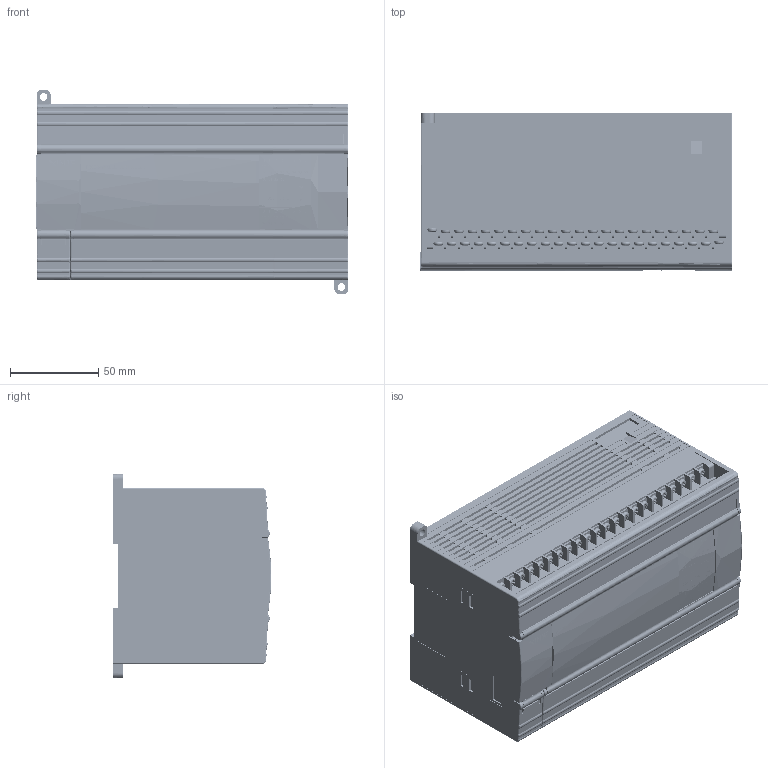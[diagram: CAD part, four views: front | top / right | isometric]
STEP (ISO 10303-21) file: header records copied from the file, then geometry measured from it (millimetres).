
FILE_DESCRIPTION(/* description */ (''),/* implementation_level */ '2;1');
FILE_NAME(/* name */ 'XD5E-4~1',/* time_stamp */ '2022-12-12T14:42:52+08:00',/* author */ (''),/* organization */ (''),/* preprocessor_version */ 'ST-DEVELOPER v16.5',/* originating_system */ '',/* authorisation */ '');
FILE_SCHEMA (('CONFIG_CONTROL_DESIGN'));
Length unit declared in the file: millimetre
Products named in the file (1): Document
Bounding box: 177.63 x 90 x 116 mm (x, y, z)
Surface area: 203640.4 mm2 (no closed solid volume)
Topology: 0 solids, 133 shells, 8177 faces, 24024 edges, 16309 vertices
Faces by surface type: plane 6238, cylinder 1104, bspline 835
Entity records: 293749 total; most frequent: CARTESIAN_POINT 137679, ORIENTED_EDGE 46186, EDGE_CURVE 23976, B_SPLINE_CURVE_WITH_KNOTS 20885, VERTEX_POINT 16309, EDGE_LOOP 8909, ADVANCED_FACE 8177, FACE_OUTER_BOUND 8177
